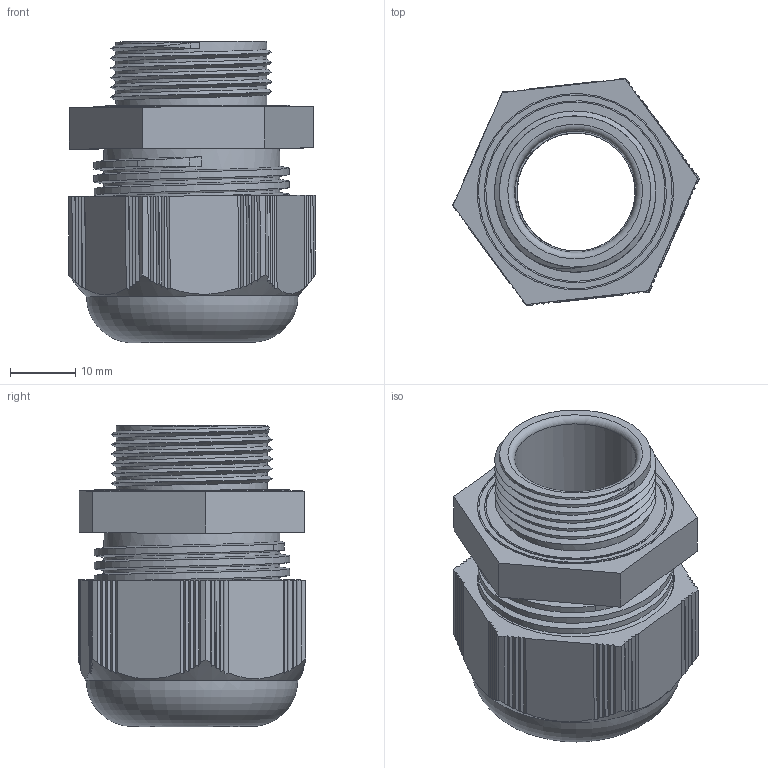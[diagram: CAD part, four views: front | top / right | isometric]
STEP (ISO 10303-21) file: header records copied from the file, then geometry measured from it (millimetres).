
FILE_DESCRIPTION(/* description */ ('Euro-Top M 25x1,5','CAx-IF Rec.Pracs.---Representation and Presentation of Product Manufacturing Information (PMI)---3.8---2014-02-18'),/* implementation_level */ '2;1');
FILE_NAME(/* name */ '13080525-RST.stp',/* time_stamp */ '2023-11-16T14:02:23+01:00',/* author */ ('sl'),/* organization */ (''),/* preprocessor_version */ 'ST-DEVELOPER v16.5',/* originating_system */ 'Autodesk Inventor 2017',/* authorisation */ '');
FILE_SCHEMA (('AP242_MANAGED_MODEL_BASED_3D_ENGINEERING_MIM_LF { 1 0 10303 442 1 1 4 }'));
Length unit declared in the file: millimetre
Products named in the file (4): 13080525; 12080525; Euro-Top-08-BT-0003-11080525; Euro-Top-08-BT-0002-13080525
Assembly tree (3 placements, depth 2):
  13080525
    12080525
    Euro-Top-08-BT-0003-11080525
    Euro-Top-08-BT-0002-13080525
Bounding box: 37.88 x 34.88 x 46.2 mm (x, y, z)
Volume: 19550.4 mm3; surface area: 17769.3 mm2
Topology: 3 solids, 3 shells, 350 faces, 969 edges, 631 vertices
Faces by surface type: plane 263, cylinder 55, torus 23, bspline 6, cone 3
Full cylindrical faces by diameter (mm): 18.1 x1, 18.29 x1, 18.65 x1, 22.65 x1, 23.2 x7, 23.3 x1, 26.5 x1, 27 x4, 27.5 x1, 27.9 x1, 29.7 x1, 30.1 x1, 30.235 x7
Entity records: 14141 total; most frequent: CARTESIAN_POINT 5646, ORIENTED_EDGE 1784, DIRECTION 1719, EDGE_CURVE 892, VERTEX_POINT 593, AXIS2_PLACEMENT_3D 591, LINE 537, VECTOR 537
